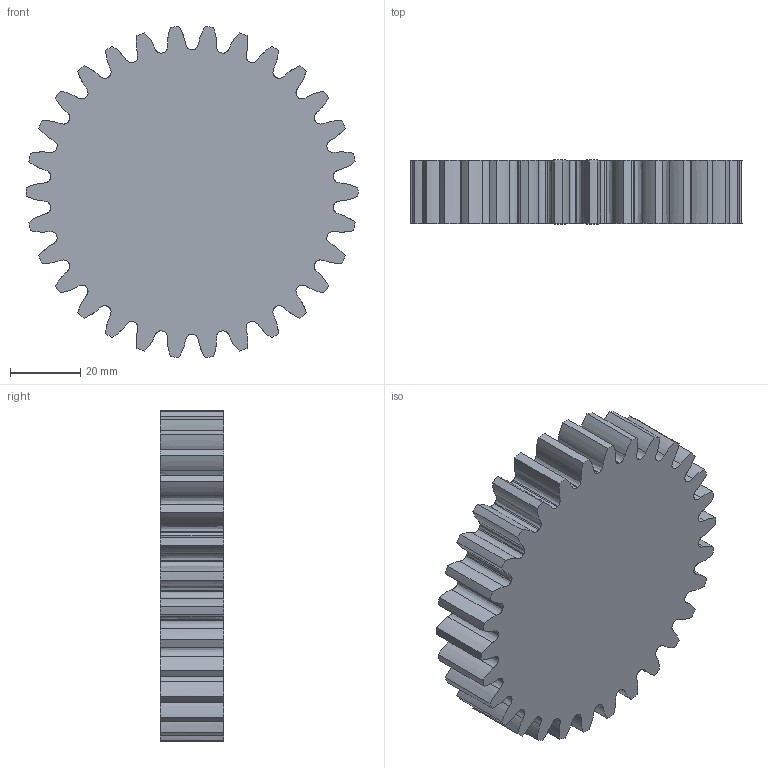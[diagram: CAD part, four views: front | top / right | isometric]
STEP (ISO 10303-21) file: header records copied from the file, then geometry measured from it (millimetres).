
FILE_DESCRIPTION(('STEP AP214'), '1');
FILE_NAME('Gear-horzontal-large', '2020-03-15T00:21:28', (''), (''), 'ASCON STEP Converter 1.3', 'ASCON Math Kernel', '');
FILE_SCHEMA(('AUTOMOTIVE_DESIGN { 1 0 10303 214 3 1 1}'));
Length unit declared in the file: millimetre
Bounding box: 94.2 x 18 x 93.9 mm (x, y, z)
Volume: 108679.9 mm3; surface area: 22062.8 mm2
Topology: 1 solids, 1 shells, 182 faces, 540 edges, 360 vertices
Faces by surface type: extrusion 120, cylinder 60, plane 2
Entity records: 11779 total; most frequent: CARTESIAN_POINT 5763, ORIENTED_EDGE 1080, DIRECTION 666, EDGE_CURVE 540, B_SPLINE_CURVE_WITH_KNOTS 360, VERTEX_POINT 360, VECTOR 300, AXIS2_PLACEMENT_3D 183
